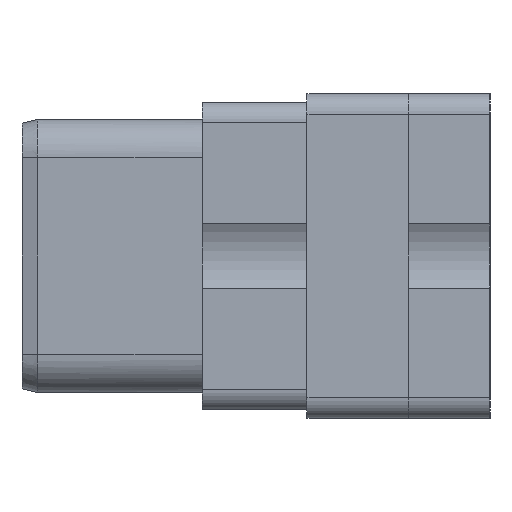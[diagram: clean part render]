
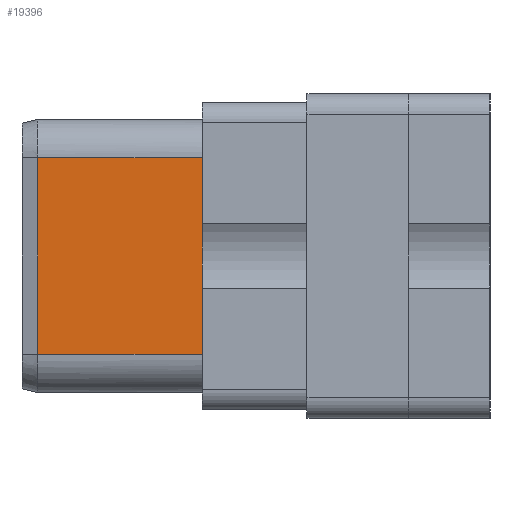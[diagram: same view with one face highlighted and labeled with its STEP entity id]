
A CAD part, left-side view. The second image highlights one B-rep face of the part: STEP entity #19396.
In plain terms, the highlighted planar face has unit normal (-1, 0.011, 0).
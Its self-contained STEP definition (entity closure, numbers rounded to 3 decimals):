
#2630=DIRECTION('',(-0.011,-1.,0.));
#2631=VECTOR('',#2630,8.075);
#2632=CARTESIAN_POINT('',(-36.079,8.09,-4.825));
#2633=LINE('',#2632,#2631);
#2662=CARTESIAN_POINT('',(-36.17,0.015,-4.825));
#2664=DIRECTION('',(0.,0.,1.));
#2665=VECTOR('',#2664,9.65);
#2666=CARTESIAN_POINT('',(-36.079,8.09,-4.825));
#2667=LINE('',#2666,#2665);
#2668=DIRECTION('',(-0.011,-1.,0.));
#2669=VECTOR('',#2668,8.075);
#2670=CARTESIAN_POINT('',(-36.079,8.09,4.825));
#2671=LINE('',#2670,#2669);
#2762=CARTESIAN_POINT('',(-36.17,0.015,4.825));
#2811=DIRECTION('',(0.,0.,1.));
#2812=VECTOR('',#2811,9.65);
#2813=CARTESIAN_POINT('',(-36.17,0.015,-4.825));
#2814=LINE('',#2813,#2812);
#13482=VERTEX_POINT('',#2662);
#13484=VERTEX_POINT('',#2762);
#13503=CARTESIAN_POINT('',(-36.079,8.09,-4.825));
#13504=VERTEX_POINT('',#13503);
#13505=CARTESIAN_POINT('',(-36.079,8.09,4.825));
#13506=VERTEX_POINT('',#13505);
#19383=CARTESIAN_POINT('',(-36.07,8.85,6.705));
#19384=DIRECTION('',(-1.,0.011,0.));
#19385=DIRECTION('',(-0.011,-1.,0.));
#19386=AXIS2_PLACEMENT_3D('',#19383,#19384,#19385);
#19387=PLANE('',#19386);
#19388=ORIENTED_EDGE('',*,*,#19376,.F.);
#19389=ORIENTED_EDGE('',*,*,#19214,.T.);
#19391=ORIENTED_EDGE('',*,*,#19390,.T.);
#19393=ORIENTED_EDGE('',*,*,#19392,.F.);
#19394=EDGE_LOOP('',(#19388,#19389,#19391,#19393));
#19395=FACE_OUTER_BOUND('',#19394,.F.);
#19396=ADVANCED_FACE('',(#19395),#19387,.T.);
#19214=EDGE_CURVE('',#13504,#13506,#2667,.T.);
#19376=EDGE_CURVE('',#13504,#13482,#2633,.T.);
#19390=EDGE_CURVE('',#13506,#13484,#2671,.T.);
#19392=EDGE_CURVE('',#13482,#13484,#2814,.T.);
